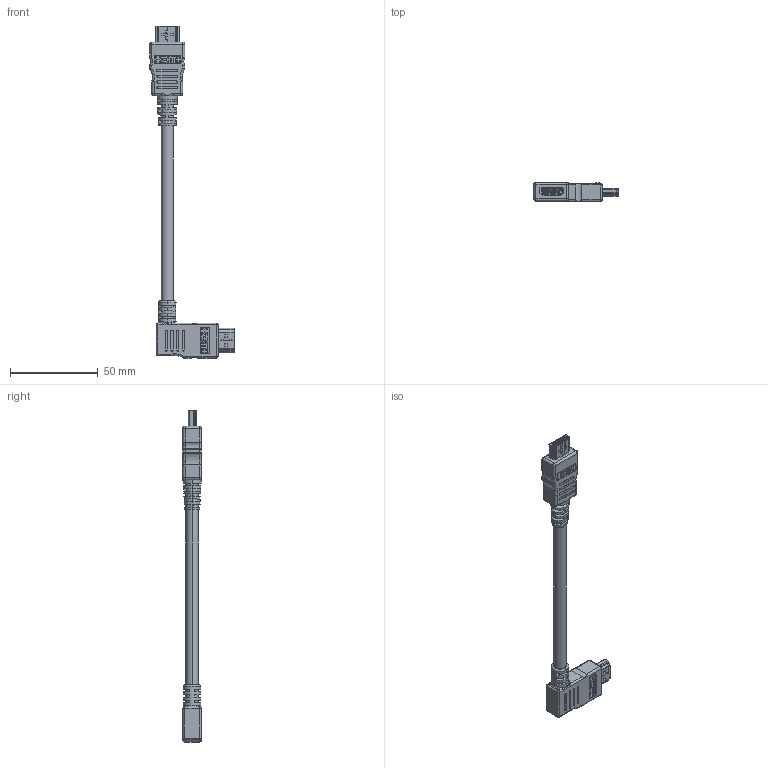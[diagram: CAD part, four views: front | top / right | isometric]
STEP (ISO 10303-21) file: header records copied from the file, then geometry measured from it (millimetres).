
FILE_DESCRIPTION (( 'STEP AP203' ), '1' );
FILE_NAME ('HDRAZ.STEP', '2011-09-22T19:25:07', ( 'x' ), ( 'Microsoft' ), 'SwSTEP 2.0', 'SolidWorks 2010', '' );
FILE_SCHEMA (( 'CONFIG_CONTROL_DESIGN' ));
Products named in the file (12): HDRAZ; HDMI TYPE A MALE SHELL_??; HDMI TYPE A MALE HOUSING_??; MTN-548; 3AB14-022-MA2; MTN-518_??; MTN-518_with Global Connectivity logo; 1AH05-007(HDMI TYPE A MALE)_??; HDMI TYPE A MALE  BACK SHELL_??; MTN-547; MTN-547_with Global Connectivity logo; 1AH05-002
Assembly tree (11 placements, depth 4):
  HDRAZ
    MTN-518_??
      MTN-518_with Global Connectivity logo
      1AH05-007(HDMI TYPE A MALE)_??
        HDMI TYPE A MALE SHELL_??
        HDMI TYPE A MALE  BACK SHELL_??
        HDMI TYPE A MALE HOUSING_??
    3AB14-022-MA2
    MTN-547
      MTN-547_with Global Connectivity logo
      MTN-548
      1AH05-002
Bounding box: 48.05 x 10.88 x 189.19 mm (x, y, z)
Volume: 24308.1 mm3; surface area: 17120.1 mm2
Topology: 27 solids, 27 shells, 3273 faces, 8673 edges, 5677 vertices
Faces by surface type: plane 2591, cylinder 462, bspline 156, torus 34, sphere 28, cone 2
Entity records: 112216 total; most frequent: CARTESIAN_POINT 30098, ORIENTED_EDGE 17262, DIRECTION 15472, EDGE_CURVE 8631, VECTOR 7216, LINE 7216, VERTEX_POINT 5677, AXIS2_PLACEMENT_3D 4128
